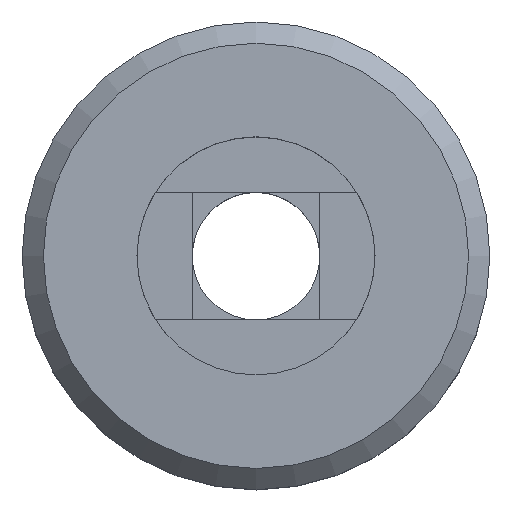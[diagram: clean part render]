
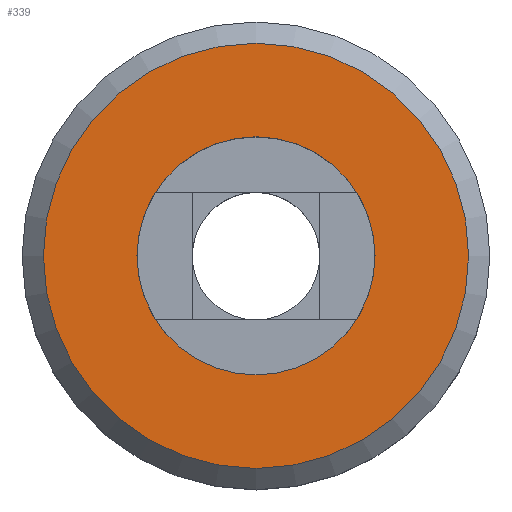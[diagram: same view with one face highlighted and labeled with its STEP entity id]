
A CAD part, top view. The second image highlights one B-rep face of the part: STEP entity #339.
In plain terms, the highlighted planar face has unit normal (0, 0, 1).
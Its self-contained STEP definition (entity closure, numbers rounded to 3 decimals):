
#81=FACE_BOUND('',#109,.T.);
#85=FACE_OUTER_BOUND('',#108,.T.);
#108=EDGE_LOOP('',(#233));
#109=EDGE_LOOP('',(#234));
#134=CIRCLE('',#379,5.);
#135=CIRCLE('',#381,2.8);
#153=VERTEX_POINT('',#538);
#154=VERTEX_POINT('',#542);
#183=EDGE_CURVE('',#153,#153,#134,.T.);
#184=EDGE_CURVE('',#154,#154,#135,.T.);
#233=ORIENTED_EDGE('',*,*,#183,.F.);
#234=ORIENTED_EDGE('',*,*,#184,.F.);
#323=PLANE('',#380);
#339=ADVANCED_FACE('',(#85,#81),#323,.T.);
#379=AXIS2_PLACEMENT_3D('',#540,#429,#430);
#380=AXIS2_PLACEMENT_3D('',#541,#431,#432);
#381=AXIS2_PLACEMENT_3D('',#543,#433,#434);
#429=DIRECTION('center_axis',(0.,0.,-1.));
#430=DIRECTION('ref_axis',(0.,1.,0.));
#431=DIRECTION('center_axis',(0.,0.,1.));
#432=DIRECTION('ref_axis',(0.,-1.,0.));
#433=DIRECTION('center_axis',(0.,0.,1.));
#434=DIRECTION('ref_axis',(0.,-1.,0.));
#538=CARTESIAN_POINT('',(0.,96.798,61.961));
#540=CARTESIAN_POINT('Origin',(0.,101.798,61.961));
#541=CARTESIAN_POINT('Origin',(0.,102.231,61.961));
#542=CARTESIAN_POINT('',(0.,104.598,61.961));
#543=CARTESIAN_POINT('Origin',(0.,101.798,61.961));
